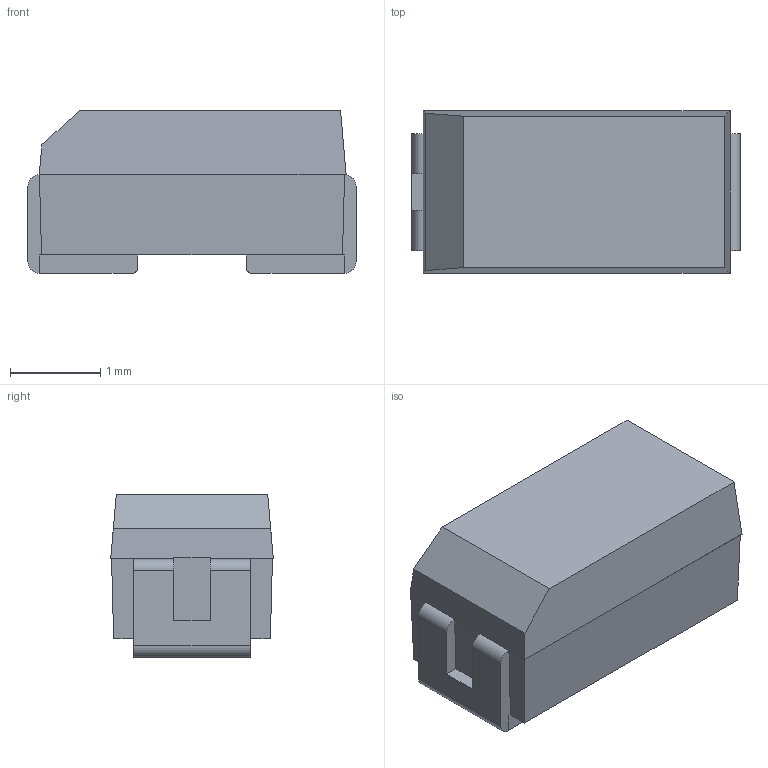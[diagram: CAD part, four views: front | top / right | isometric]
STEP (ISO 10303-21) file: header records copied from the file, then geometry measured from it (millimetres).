
FILE_DESCRIPTION (( 'STEP AP214' ), '1' );
FILE_NAME ('TANT A.STEP', '2021-06-23T18:12:36', ( '' ), ( '' ), 'SwSTEP 2.0', 'SolidWorks 2021', '' );
FILE_SCHEMA (( 'AUTOMOTIVE_DESIGN' ));
Length unit declared in the file: millimetre
Products named in the file (1): TANT A
Bounding box: 3.64 x 1.8 x 1.8 mm (x, y, z)
Volume: 10.2 mm3; surface area: 30.4 mm2
Topology: 1 solids, 1 shells, 45 faces, 117 edges, 74 vertices
Faces by surface type: plane 38, cylinder 7
Entity records: 1592 total; most frequent: CARTESIAN_POINT 237, ORIENTED_EDGE 234, DIRECTION 223, EDGE_CURVE 117, LINE 103, VECTOR 103, VERTEX_POINT 74, AXIS2_PLACEMENT_3D 60
